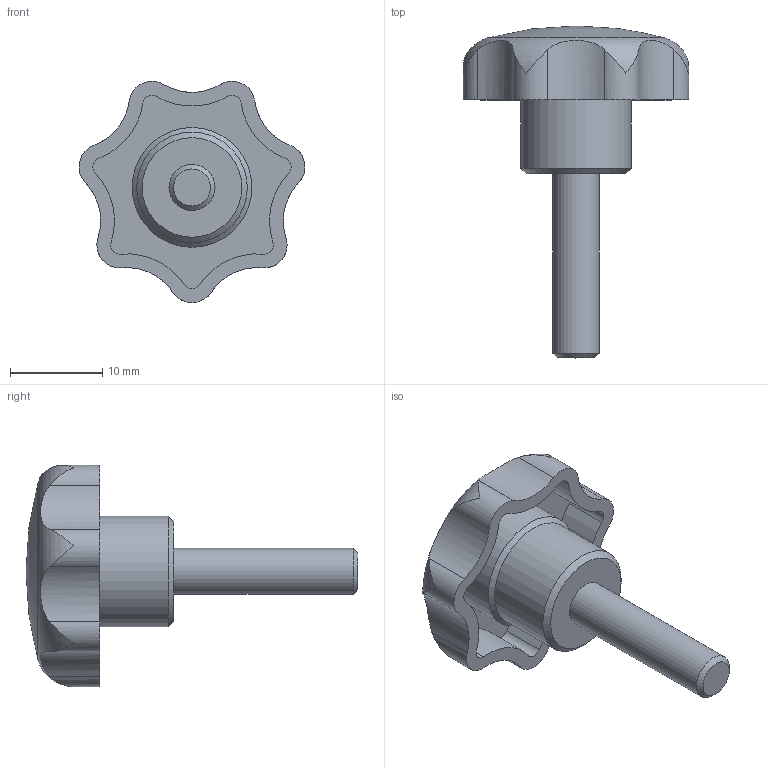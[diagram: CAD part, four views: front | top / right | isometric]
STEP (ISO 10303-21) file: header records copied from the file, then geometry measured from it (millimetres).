
FILE_DESCRIPTION( ( 'STEP AP214' ), '1' );
FILE_NAME( 'K0154.4056X20.stp', '2020-11-26T08:49:54', ( '' ), ( '' ), ' ', 'PARTsolutions', ' ' );
FILE_SCHEMA( ( 'AUTOMOTIVE_DESIGN { 1 0 10303 214 1 1 1 1 }' ) );
Length unit declared in the file: millimetre
Products named in the file (1): _K0154.4056X20
Bounding box: 24.5 x 36.02 x 24.01 mm (x, y, z)
Volume: 2981 mm3; surface area: 2715.3 mm2
Topology: 1 solids, 2 shells, 45 faces, 121 edges, 82 vertices
Faces by surface type: cylinder 31, plane 6, cone 5, sphere 2, torus 1
Full cylindrical faces by diameter (mm): 5 x1, 12 x1, 13 x1
Entity records: 1932 total; most frequent: CARTESIAN_POINT 487, DIRECTION 230, ORIENTED_EDGE 208, EDGE_CURVE 104, AXIS2_PLACEMENT_3D 101, VERTEX_POINT 78, EDGE_LOOP 58, CIRCLE 55
